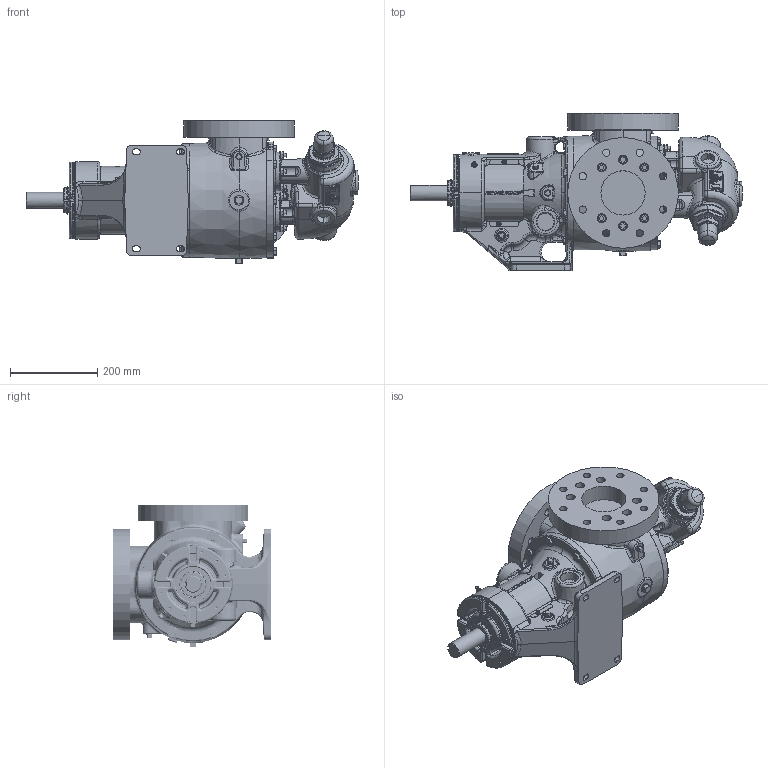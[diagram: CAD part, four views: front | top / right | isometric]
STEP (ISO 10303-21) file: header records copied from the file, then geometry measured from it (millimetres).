
FILE_DESCRIPTION (( 'STEP AP214' ), '1' );
FILE_NAME ('LV-4573.step', '2025-12-05T04:08:01', ( '' ), ( '' ), 'SwSTEP 2.0', 'SolidWorks 2024', '' );
FILE_SCHEMA (( 'AUTOMOTIVE_DESIGN' ));
Length unit declared in the file: inch
Products named in the file (1): LV-4573
Bounding box: 761.85 x 360.36 x 326.71 mm (x, y, z)
Volume: 24500083 mm3; surface area: 1218154 mm2
Topology: 1 solids, 15 shells, 5719 faces, 14553 edges, 9068 vertices
Faces by surface type: plane 1880, bspline 1719, cylinder 1021, cone 822, torus 183, sphere 94
Entity records: 265871 total; most frequent: CARTESIAN_POINT 141994, ORIENTED_EDGE 28864, DIRECTION 21100, EDGE_CURVE 14432, VERTEX_POINT 9065, AXIS2_PLACEMENT_3D 7849, EDGE_LOOP 6121, FACE_OUTER_BOUND 5719
